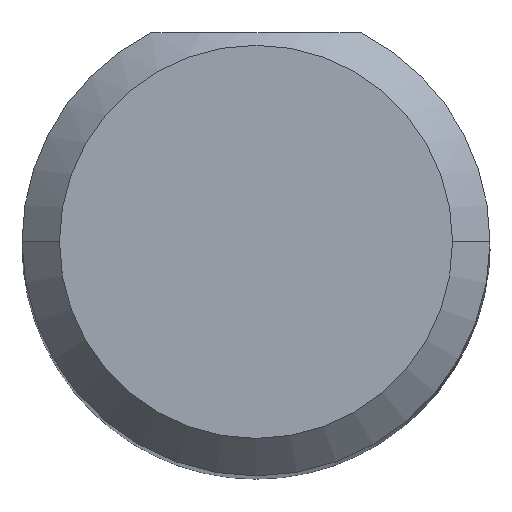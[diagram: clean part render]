
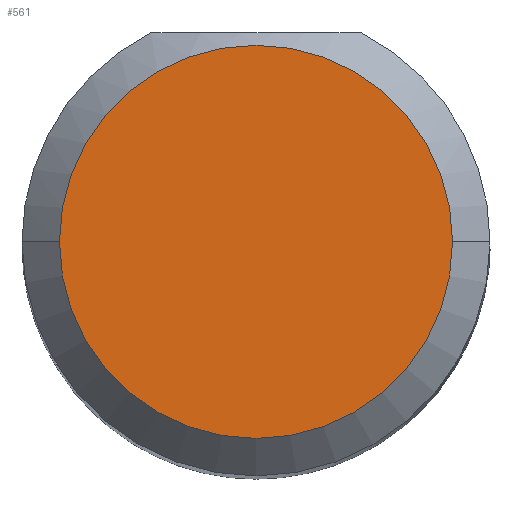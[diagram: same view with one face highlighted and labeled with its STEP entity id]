
A CAD part, top view. The second image highlights one B-rep face of the part: STEP entity #561.
In plain terms, the highlighted planar face has unit normal (0, 0, 1).
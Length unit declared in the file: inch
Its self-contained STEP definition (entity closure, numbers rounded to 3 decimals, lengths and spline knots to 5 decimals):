
#74 = FACE_OUTER_BOUND ( 'NONE', #212, .T. ) ;
#105 = ORIENTED_EDGE ( 'NONE', *, *, #572, .T. ) ;
#116 = CIRCLE ( 'NONE', #438, 0.07875 ) ;
#152 = VERTEX_POINT ( 'NONE', #581 ) ;
#212 = EDGE_LOOP ( 'NONE', ( #105, #324 ) ) ;
#241 = DIRECTION ( 'NONE',  ( 1., 0., 0. ) ) ;
#250 = EDGE_CURVE ( 'NONE', #152, #326, #116, .T. ) ;
#284 = DIRECTION ( 'NONE',  ( 1., 0., 0. ) ) ;
#324 = ORIENTED_EDGE ( 'NONE', *, *, #250, .T. ) ;
#326 = VERTEX_POINT ( 'NONE', #656 ) ;
#342 = PLANE ( 'NONE',  #408 ) ;
#408 = AXIS2_PLACEMENT_3D ( 'NONE', #594, #537, #241 ) ;
#438 = AXIS2_PLACEMENT_3D ( 'NONE', #492, #550, #547 ) ;
#449 = DIRECTION ( 'NONE',  ( 0., 0., 1. ) ) ;
#459 = CIRCLE ( 'NONE', #652, 0.07875 ) ;
#488 = CARTESIAN_POINT ( 'NONE',  ( 0., 0., 2. ) ) ;
#492 = CARTESIAN_POINT ( 'NONE',  ( 0., 0., 2. ) ) ;
#537 = DIRECTION ( 'NONE',  ( 0., 0., 1. ) ) ;
#547 = DIRECTION ( 'NONE',  ( 1., 0., 0. ) ) ;
#550 = DIRECTION ( 'NONE',  ( 0., 0., 1. ) ) ;
#561 = ADVANCED_FACE ( 'NONE', ( #74 ), #342, .T. ) ;
#572 = EDGE_CURVE ( 'NONE', #326, #152, #459, .T. ) ;
#581 = CARTESIAN_POINT ( 'NONE',  ( 0.07875, 0., 2. ) ) ;
#594 = CARTESIAN_POINT ( 'NONE',  ( 0., 0., 2. ) ) ;
#652 = AXIS2_PLACEMENT_3D ( 'NONE', #488, #449, #284 ) ;
#656 = CARTESIAN_POINT ( 'NONE',  ( -0.07875, 0., 2. ) ) ;
